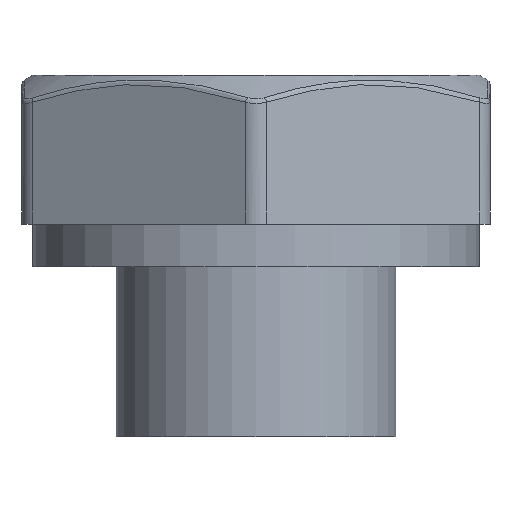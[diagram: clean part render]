
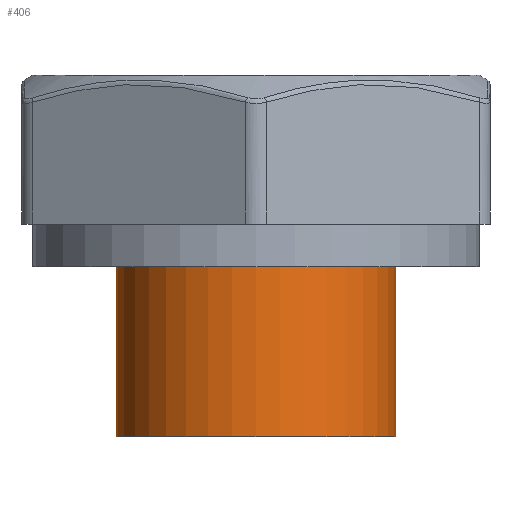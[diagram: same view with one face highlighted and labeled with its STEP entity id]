
A CAD part, front view. The second image highlights one B-rep face of the part: STEP entity #406.
In plain terms, the highlighted cylindrical face has radius 6.579 mm (diameter 13.157 mm), a full revolution.
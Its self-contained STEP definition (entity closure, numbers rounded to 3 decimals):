
#406 = ADVANCED_FACE( '', ( #899, #900 ), #901, .T. );
#899 = FACE_OUTER_BOUND( '', #1934, .T. );
#900 = FACE_OUTER_BOUND( '', #1935, .T. );
#901 = CYLINDRICAL_SURFACE( '', #1936, 6.579 );
#1934 = EDGE_LOOP( '', ( #3675 ) );
#1935 = EDGE_LOOP( '', ( #3676 ) );
#1936 = AXIS2_PLACEMENT_3D( '', #3677, #3678, #3679 );
#3675 = ORIENTED_EDGE( '', *, *, #4871, .F. );
#3676 = ORIENTED_EDGE( '', *, *, #4760, .T. );
#3677 = CARTESIAN_POINT( '', ( 0., 0., 10. ) );
#3678 = DIRECTION( '', ( 0., 0., 1. ) );
#3679 = DIRECTION( '', ( -1., 0., 0. ) );
#4760 = EDGE_CURVE( '', #5564, #5564, #5565, .F. );
#4871 = EDGE_CURVE( '', #5728, #5728, #5729, .T. );
#5564 = VERTEX_POINT( '', #7319 );
#5565 = CIRCLE( '', #7320, 6.579 );
#5728 = VERTEX_POINT( '', #7628 );
#5729 = CIRCLE( '', #7629, 6.579 );
#7319 = CARTESIAN_POINT( '', ( 6.579, 0., 8. ) );
#7320 = AXIS2_PLACEMENT_3D( '', #8319, #8320, #8321 );
#7628 = CARTESIAN_POINT( '', ( 6.579, 0., 0. ) );
#7629 = AXIS2_PLACEMENT_3D( '', #8376, #8377, #8378 );
#8319 = CARTESIAN_POINT( '', ( 0., 0., 8. ) );
#8320 = DIRECTION( '', ( 0., 0., 1. ) );
#8321 = DIRECTION( '', ( 1., 0., 0. ) );
#8376 = CARTESIAN_POINT( '', ( 0., 0., 0. ) );
#8377 = DIRECTION( '', ( 0., 0., -1. ) );
#8378 = DIRECTION( '', ( 1., 0., 0. ) );
